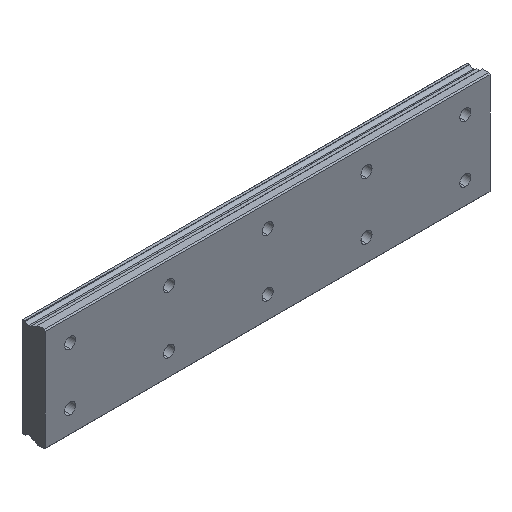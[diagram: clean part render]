
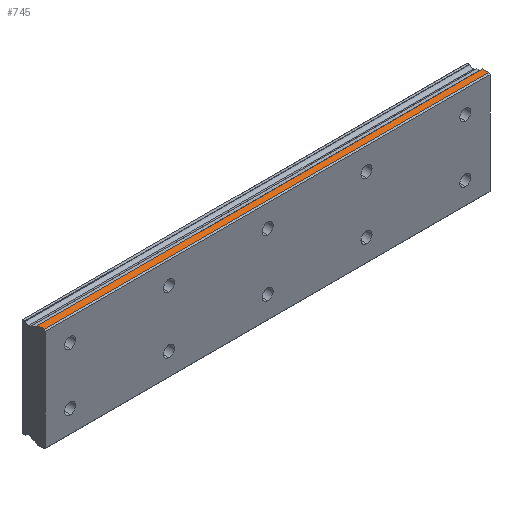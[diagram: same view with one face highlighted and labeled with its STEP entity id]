
A CAD part, isometric view. The second image highlights one B-rep face of the part: STEP entity #745.
In plain terms, the highlighted planar face has unit normal (0, 0, 1).
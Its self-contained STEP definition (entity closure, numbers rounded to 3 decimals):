
#77 = VECTOR ( 'NONE', #1257, 1000. ) ;
#86 = DIRECTION ( 'NONE',  ( -1., 0., 0. ) ) ;
#96 = EDGE_CURVE ( 'NONE', #2167, #1694, #1061, .T. ) ;
#108 = VECTOR ( 'NONE', #291, 1000. ) ;
#119 = CARTESIAN_POINT ( 'NONE',  ( -10., 3.1, 21. ) ) ;
#149 = ORIENTED_EDGE ( 'NONE', *, *, #2263, .T. ) ;
#230 = ORIENTED_EDGE ( 'NONE', *, *, #820, .F. ) ;
#238 = DIRECTION ( 'NONE',  ( 0., 0., -1. ) ) ;
#245 = EDGE_CURVE ( 'NONE', #777, #1694, #1462, .T. ) ;
#291 = DIRECTION ( 'NONE',  ( 1., 0., 0. ) ) ;
#314 = CARTESIAN_POINT ( 'NONE',  ( 170., 3.1, 21. ) ) ;
#316 = CARTESIAN_POINT ( 'NONE',  ( 170., 0.5, 21. ) ) ;
#355 = CARTESIAN_POINT ( 'NONE',  ( 170., 5.27, 21. ) ) ;
#553 = VECTOR ( 'NONE', #724, 1000. ) ;
#603 = CARTESIAN_POINT ( 'NONE',  ( 170., 3.1, 21. ) ) ;
#657 = LINE ( 'NONE', #314, #108 ) ;
#724 = DIRECTION ( 'NONE',  ( 1., 0., 0. ) ) ;
#745 = ADVANCED_FACE ( 'NONE', ( #1903 ), #1699, .F. ) ;
#777 = VERTEX_POINT ( 'NONE', #1539 ) ;
#820 = EDGE_CURVE ( 'NONE', #2151, #2167, #657, .T. ) ;
#1061 = LINE ( 'NONE', #355, #1312 ) ;
#1257 = DIRECTION ( 'NONE',  ( 0., -1., 0. ) ) ;
#1312 = VECTOR ( 'NONE', #1965, 1000. ) ;
#1381 = ORIENTED_EDGE ( 'NONE', *, *, #245, .T. ) ;
#1462 = LINE ( 'NONE', #2225, #553 ) ;
#1465 = AXIS2_PLACEMENT_3D ( 'NONE', #603, #238, #86 ) ;
#1539 = CARTESIAN_POINT ( 'NONE',  ( -10., 0.5, 21. ) ) ;
#1593 = CARTESIAN_POINT ( 'NONE',  ( 170., 3.1, 21. ) ) ;
#1694 = VERTEX_POINT ( 'NONE', #316 ) ;
#1699 = PLANE ( 'NONE',  #1465 ) ;
#1706 = EDGE_LOOP ( 'NONE', ( #1381, #1803, #230, #149 ) ) ;
#1803 = ORIENTED_EDGE ( 'NONE', *, *, #96, .F. ) ;
#1903 = FACE_OUTER_BOUND ( 'NONE', #1706, .T. ) ;
#1947 = CARTESIAN_POINT ( 'NONE',  ( -10., 5.27, 21. ) ) ;
#1965 = DIRECTION ( 'NONE',  ( 0., -1., 0. ) ) ;
#2151 = VERTEX_POINT ( 'NONE', #119 ) ;
#2167 = VERTEX_POINT ( 'NONE', #1593 ) ;
#2173 = LINE ( 'NONE', #1947, #77 ) ;
#2225 = CARTESIAN_POINT ( 'NONE',  ( 170., 0.5, 21. ) ) ;
#2263 = EDGE_CURVE ( 'NONE', #2151, #777, #2173, .T. ) ;
